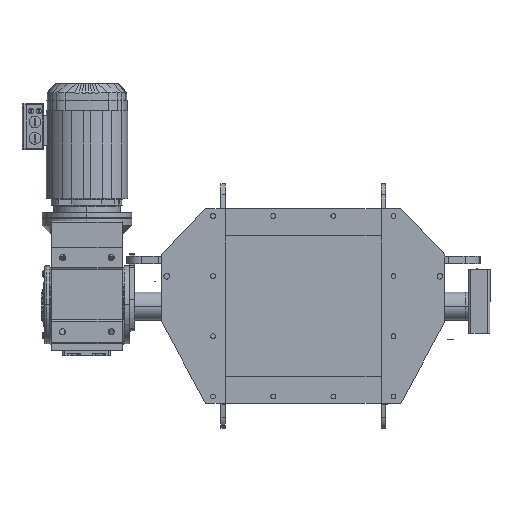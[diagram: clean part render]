
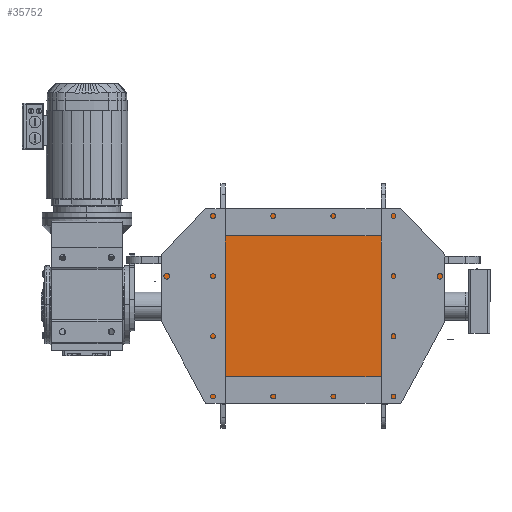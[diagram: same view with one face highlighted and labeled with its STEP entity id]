
A CAD part, front view. The second image highlights one B-rep face of the part: STEP entity #35752.
In plain terms, the highlighted planar face has unit normal (0, -1, 0).
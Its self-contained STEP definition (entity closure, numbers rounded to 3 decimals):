
#1630 = CARTESIAN_POINT ( 'NONE',  ( -381.5, -255., 380. ) ) ;
#1773 = ORIENTED_EDGE ( 'NONE', *, *, #5127, .T. ) ;
#2032 = EDGE_CURVE ( 'NONE', #27391, #20342, #16908, .T. ) ;
#2621 = ORIENTED_EDGE ( 'NONE', *, *, #31478, .T. ) ;
#2893 = CARTESIAN_POINT ( 'NONE',  ( -381.5, -255., -380. ) ) ;
#3310 = VERTEX_POINT ( 'NONE', #42853 ) ;
#3394 = VECTOR ( 'NONE', #4135, 1000. ) ;
#3638 = CARTESIAN_POINT ( 'NONE',  ( 304., -255., 380. ) ) ;
#3782 = PLANE ( 'NONE',  #28445 ) ;
#3968 = EDGE_CURVE ( 'NONE', #16231, #45745, #28845, .T. ) ;
#4135 = DIRECTION ( 'NONE',  ( 0.473, 0., 0.881 ) ) ;
#4310 = ORIENTED_EDGE ( 'NONE', *, *, #5496, .T. ) ;
#4854 = CARTESIAN_POINT ( 'NONE',  ( 553.5, -255., -60. ) ) ;
#5011 = LINE ( 'NONE', #22930, #14891 ) ;
#5127 = EDGE_CURVE ( 'NONE', #42162, #13442, #42761, .T. ) ;
#5456 = DIRECTION ( 'NONE',  ( 0.473, 0., -0.881 ) ) ;
#5496 = EDGE_CURVE ( 'NONE', #16231, #9941, #24241, .T. ) ;
#5843 = CARTESIAN_POINT ( 'NONE',  ( 304., -255., -383.203 ) ) ;
#6440 = DIRECTION ( 'NONE',  ( 1., 0., 0. ) ) ;
#6526 = LINE ( 'NONE', #3638, #16091 ) ;
#7967 = ORIENTED_EDGE ( 'NONE', *, *, #20533, .T. ) ;
#8266 = DIRECTION ( 'NONE',  ( 0., 0., -1. ) ) ;
#9371 = VECTOR ( 'NONE', #28158, 1000. ) ;
#9685 = CARTESIAN_POINT ( 'NONE',  ( 304., -255., -375. ) ) ;
#9941 = VERTEX_POINT ( 'NONE', #28194 ) ;
#10010 = VERTEX_POINT ( 'NONE', #32742 ) ;
#10092 = VERTEX_POINT ( 'NONE', #41563 ) ;
#10368 = ORIENTED_EDGE ( 'NONE', *, *, #46459, .T. ) ;
#10425 = CARTESIAN_POINT ( 'NONE',  ( 553.5, -255., 200. ) ) ;
#10646 = CARTESIAN_POINT ( 'NONE',  ( 321.5, -255., -375. ) ) ;
#10924 = CARTESIAN_POINT ( 'NONE',  ( 381.5, -255., -380. ) ) ;
#11598 = ORIENTED_EDGE ( 'NONE', *, *, #27811, .T. ) ;
#11831 = VERTEX_POINT ( 'NONE', #40721 ) ;
#12045 = VECTOR ( 'NONE', #46898, 1000. ) ;
#12390 = DIRECTION ( 'NONE',  ( 0., -1., 0. ) ) ;
#13055 = CARTESIAN_POINT ( 'NONE',  ( -304., -255., -380. ) ) ;
#13175 = DIRECTION ( 'NONE',  ( -1., 0., 0. ) ) ;
#13365 = CARTESIAN_POINT ( 'NONE',  ( -553.5, -255., -60. ) ) ;
#13442 = VERTEX_POINT ( 'NONE', #35179 ) ;
#14726 = LINE ( 'NONE', #37286, #21756 ) ;
#14891 = VECTOR ( 'NONE', #22464, 1000. ) ;
#14963 = ORIENTED_EDGE ( 'NONE', *, *, #39187, .T. ) ;
#15217 = CARTESIAN_POINT ( 'NONE',  ( -553.5, -255., 200. ) ) ;
#15320 = VERTEX_POINT ( 'NONE', #13055 ) ;
#15423 = ORIENTED_EDGE ( 'NONE', *, *, #23790, .T. ) ;
#16091 = VECTOR ( 'NONE', #32652, 1000. ) ;
#16202 = DIRECTION ( 'NONE',  ( -0.691, 0., -0.723 ) ) ;
#16231 = VERTEX_POINT ( 'NONE', #9685 ) ;
#16451 = VECTOR ( 'NONE', #13175, 1000. ) ;
#16537 = CARTESIAN_POINT ( 'NONE',  ( 304., -255., 375. ) ) ;
#16790 = LINE ( 'NONE', #17270, #41802 ) ;
#16908 = LINE ( 'NONE', #13365, #34395 ) ;
#17192 = LINE ( 'NONE', #24850, #12045 ) ;
#17270 = CARTESIAN_POINT ( 'NONE',  ( -304., -255., -380. ) ) ;
#17432 = CARTESIAN_POINT ( 'NONE',  ( -381.5, -255., -380. ) ) ;
#17532 = DIRECTION ( 'NONE',  ( 0., 0., -1. ) ) ;
#18057 = ORIENTED_EDGE ( 'NONE', *, *, #37239, .T. ) ;
#19260 = LINE ( 'NONE', #15217, #27973 ) ;
#19426 = VECTOR ( 'NONE', #40636, 1000. ) ;
#20268 = EDGE_CURVE ( 'NONE', #9941, #21766, #32971, .T. ) ;
#20342 = VERTEX_POINT ( 'NONE', #2893 ) ;
#20533 = EDGE_CURVE ( 'NONE', #3310, #28045, #32094, .T. ) ;
#20956 = EDGE_CURVE ( 'NONE', #10010, #27391, #19260, .T. ) ;
#21756 = VECTOR ( 'NONE', #25738, 1000. ) ;
#21766 = VERTEX_POINT ( 'NONE', #39489 ) ;
#21873 = DIRECTION ( 'NONE',  ( -1., 0., 0. ) ) ;
#21893 = ORIENTED_EDGE ( 'NONE', *, *, #20956, .T. ) ;
#22107 = ORIENTED_EDGE ( 'NONE', *, *, #39011, .T. ) ;
#22299 = ORIENTED_EDGE ( 'NONE', *, *, #2032, .T. ) ;
#22464 = DIRECTION ( 'NONE',  ( -0.691, 0., 0.723 ) ) ;
#22930 = CARTESIAN_POINT ( 'NONE',  ( 381.5, -255., 380. ) ) ;
#23154 = VECTOR ( 'NONE', #17532, 1000. ) ;
#23790 = EDGE_CURVE ( 'NONE', #20342, #15320, #24157, .T. ) ;
#24157 = LINE ( 'NONE', #17432, #46645 ) ;
#24241 = LINE ( 'NONE', #5843, #23154 ) ;
#24850 = CARTESIAN_POINT ( 'NONE',  ( 553.5, -255., 200. ) ) ;
#25738 = DIRECTION ( 'NONE',  ( 0., 0., 1. ) ) ;
#26284 = DIRECTION ( 'NONE',  ( 0., 0., -1. ) ) ;
#26469 = VECTOR ( 'NONE', #16202, 1000. ) ;
#27339 = CARTESIAN_POINT ( 'NONE',  ( 381.5, -255., 380. ) ) ;
#27391 = VERTEX_POINT ( 'NONE', #38680 ) ;
#27811 = EDGE_CURVE ( 'NONE', #13442, #3310, #16790, .T. ) ;
#27973 = VECTOR ( 'NONE', #8266, 1000. ) ;
#28045 = VERTEX_POINT ( 'NONE', #44326 ) ;
#28158 = DIRECTION ( 'NONE',  ( -1., 0., 0. ) ) ;
#28194 = CARTESIAN_POINT ( 'NONE',  ( 304., -255., -383.203 ) ) ;
#28445 = AXIS2_PLACEMENT_3D ( 'NONE', #44735, #12390, #26284 ) ;
#28845 = LINE ( 'NONE', #10646, #47308 ) ;
#29073 = ORIENTED_EDGE ( 'NONE', *, *, #46724, .T. ) ;
#30650 = EDGE_LOOP ( 'NONE', ( #29073, #44424, #4310, #38017, #34437, #14963, #18057, #2621, #10368, #1773, #11598, #7967, #22107, #21893, #22299, #15423 ) ) ;
#31478 = EDGE_CURVE ( 'NONE', #37785, #10092, #6526, .T. ) ;
#31834 = DIRECTION ( 'NONE',  ( 0., 0., -1. ) ) ;
#32078 = VERTEX_POINT ( 'NONE', #10425 ) ;
#32094 = LINE ( 'NONE', #42599, #16451 ) ;
#32320 = FACE_OUTER_BOUND ( 'NONE', #30650, .T. ) ;
#32652 = DIRECTION ( 'NONE',  ( -1., 0., 0. ) ) ;
#32742 = CARTESIAN_POINT ( 'NONE',  ( -553.5, -255., 200. ) ) ;
#32971 = LINE ( 'NONE', #10924, #19426 ) ;
#34395 = VECTOR ( 'NONE', #5456, 1000. ) ;
#34437 = ORIENTED_EDGE ( 'NONE', *, *, #39945, .T. ) ;
#34843 = VECTOR ( 'NONE', #31834, 1000. ) ;
#35179 = CARTESIAN_POINT ( 'NONE',  ( -304., -255., 375. ) ) ;
#35752 = ADVANCED_FACE ( 'NONE', ( #32320 ), #3782, .T. ) ;
#36110 = CARTESIAN_POINT ( 'NONE',  ( 321.5, -255., 375. ) ) ;
#37239 = EDGE_CURVE ( 'NONE', #32078, #37785, #5011, .T. ) ;
#37286 = CARTESIAN_POINT ( 'NONE',  ( -304., -255., -380. ) ) ;
#37785 = VERTEX_POINT ( 'NONE', #27339 ) ;
#38017 = ORIENTED_EDGE ( 'NONE', *, *, #20268, .T. ) ;
#38680 = CARTESIAN_POINT ( 'NONE',  ( -553.5, -255., -60. ) ) ;
#39011 = EDGE_CURVE ( 'NONE', #28045, #10010, #45198, .T. ) ;
#39187 = EDGE_CURVE ( 'NONE', #11831, #32078, #17192, .T. ) ;
#39278 = CARTESIAN_POINT ( 'NONE',  ( 304., -255., -383.203 ) ) ;
#39489 = CARTESIAN_POINT ( 'NONE',  ( 381.5, -255., -380. ) ) ;
#39945 = EDGE_CURVE ( 'NONE', #21766, #11831, #44128, .T. ) ;
#40636 = DIRECTION ( 'NONE',  ( 0.999, 0., 0.041 ) ) ;
#40721 = CARTESIAN_POINT ( 'NONE',  ( 553.5, -255., -60. ) ) ;
#41563 = CARTESIAN_POINT ( 'NONE',  ( 304., -255., 380. ) ) ;
#41802 = VECTOR ( 'NONE', #46504, 1000. ) ;
#42162 = VERTEX_POINT ( 'NONE', #16537 ) ;
#42599 = CARTESIAN_POINT ( 'NONE',  ( -304., -255., 380. ) ) ;
#42761 = LINE ( 'NONE', #36110, #9371 ) ;
#42853 = CARTESIAN_POINT ( 'NONE',  ( -304., -255., 380. ) ) ;
#44128 = LINE ( 'NONE', #4854, #3394 ) ;
#44326 = CARTESIAN_POINT ( 'NONE',  ( -381.5, -255., 380. ) ) ;
#44424 = ORIENTED_EDGE ( 'NONE', *, *, #3968, .F. ) ;
#44735 = CARTESIAN_POINT ( 'NONE',  ( 321.5, -255., 375. ) ) ;
#45198 = LINE ( 'NONE', #1630, #26469 ) ;
#45745 = VERTEX_POINT ( 'NONE', #46096 ) ;
#46096 = CARTESIAN_POINT ( 'NONE',  ( -304., -255., -375. ) ) ;
#46459 = EDGE_CURVE ( 'NONE', #10092, #42162, #47345, .T. ) ;
#46504 = DIRECTION ( 'NONE',  ( 0., 0., 1. ) ) ;
#46645 = VECTOR ( 'NONE', #6440, 1000. ) ;
#46724 = EDGE_CURVE ( 'NONE', #15320, #45745, #14726, .T. ) ;
#46898 = DIRECTION ( 'NONE',  ( 0., 0., 1. ) ) ;
#47308 = VECTOR ( 'NONE', #21873, 1000. ) ;
#47345 = LINE ( 'NONE', #39278, #34843 ) ;
